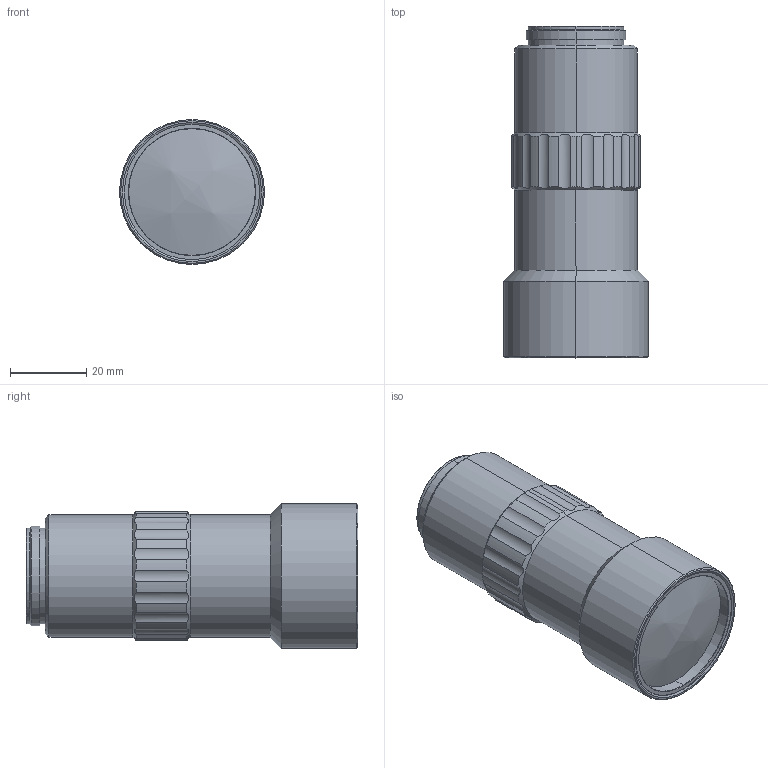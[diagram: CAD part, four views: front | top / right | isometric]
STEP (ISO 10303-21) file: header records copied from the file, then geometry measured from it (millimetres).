
FILE_DESCRIPTION (( 'STEP AP203' ), '1' );
FILE_NAME ('Web Model 58235_Default.step', '2019-01-03T15:38:24', ( '' ), ( '' ), 'SwSTEP 2.0', 'SolidWorks 2016', '' );
FILE_SCHEMA (( 'CONFIG_CONTROL_DESIGN' ));
Length unit declared in the file: millimetre
Products named in the file (1): Web Model 58235_Default
Bounding box: 38 x 87 x 38 mm (x, y, z)
Volume: 74834.7 mm3; surface area: 11832 mm2
Topology: 1 solids, 1 shells, 92 faces, 226 edges, 143 vertices
Faces by surface type: cylinder 61, cone 22, plane 8, bspline 1
Entity records: 3209 total; most frequent: CARTESIAN_POINT 967, DIRECTION 461, ORIENTED_EDGE 452, EDGE_CURVE 226, AXIS2_PLACEMENT_3D 189, VERTEX_POINT 143, EDGE_LOOP 99, CIRCLE 97
